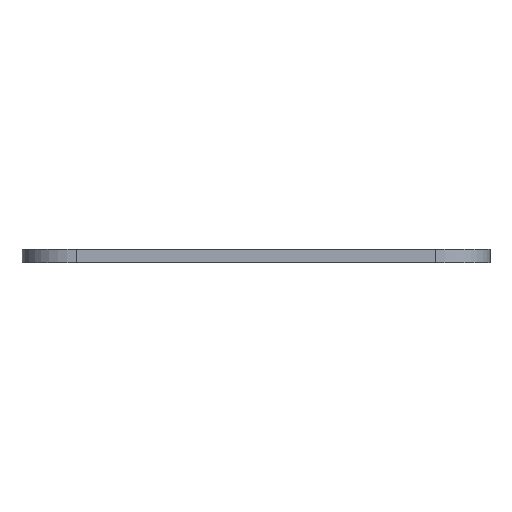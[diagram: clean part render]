
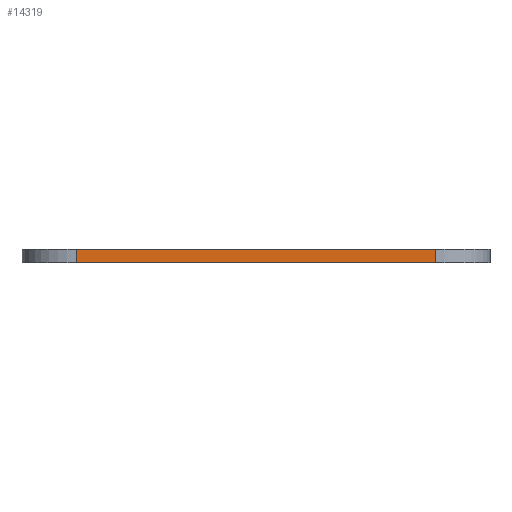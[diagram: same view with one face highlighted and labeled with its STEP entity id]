
A CAD part, left-side view. The second image highlights one B-rep face of the part: STEP entity #14319.
In plain terms, the highlighted planar face has unit normal (-1, 0, 0).
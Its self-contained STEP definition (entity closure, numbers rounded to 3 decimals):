
#18=PLANE('',#16476);
#45=LINE('',#24376,#73);
#46=LINE('',#24379,#74);
#47=LINE('',#24381,#75);
#48=LINE('',#24382,#76);
#73=VECTOR('',#20774,10.);
#74=VECTOR('',#20777,10.);
#75=VECTOR('',#20778,10.);
#76=VECTOR('',#20779,10.);
#2881=FACE_OUTER_BOUND('',#4293,.T.);
#4293=EDGE_LOOP('',(#11457,#11458,#11459,#11460));
#8541=VERTEX_POINT('',#24372);
#8542=VERTEX_POINT('',#24374);
#8543=VERTEX_POINT('',#24378);
#8544=VERTEX_POINT('',#24380);
#9989=EDGE_CURVE('',#8541,#8542,#45,.T.);
#9990=EDGE_CURVE('',#8541,#8543,#46,.T.);
#9991=EDGE_CURVE('',#8544,#8542,#47,.T.);
#9992=EDGE_CURVE('',#8543,#8544,#48,.T.);
#11457=ORIENTED_EDGE('',*,*,#9990,.F.);
#11458=ORIENTED_EDGE('',*,*,#9989,.T.);
#11459=ORIENTED_EDGE('',*,*,#9991,.F.);
#11460=ORIENTED_EDGE('',*,*,#9992,.F.);
#14319=ADVANCED_FACE('',(#2881),#18,.T.);
#16476=AXIS2_PLACEMENT_3D('',#24377,#20775,#20776);
#20774=DIRECTION('',(0.,0.,1.));
#20775=DIRECTION('center_axis',(-1.,0.,0.));
#20776=DIRECTION('ref_axis',(0.,-1.,0.));
#20777=DIRECTION('',(0.,1.,0.));
#20778=DIRECTION('',(0.,-1.,0.));
#20779=DIRECTION('',(0.,0.,1.));
#24372=CARTESIAN_POINT('',(0.,-48.26,0.));
#24374=CARTESIAN_POINT('',(0.,-48.26,1.57));
#24376=CARTESIAN_POINT('',(0.,-48.26,0.));
#24377=CARTESIAN_POINT('Origin',(0.,-6.35,0.));
#24378=CARTESIAN_POINT('',(0.,-6.35,0.));
#24379=CARTESIAN_POINT('',(0.,-48.26,0.));
#24380=CARTESIAN_POINT('',(0.,-6.35,1.57));
#24381=CARTESIAN_POINT('',(0.,-48.26,1.57));
#24382=CARTESIAN_POINT('',(0.,-6.35,0.));
